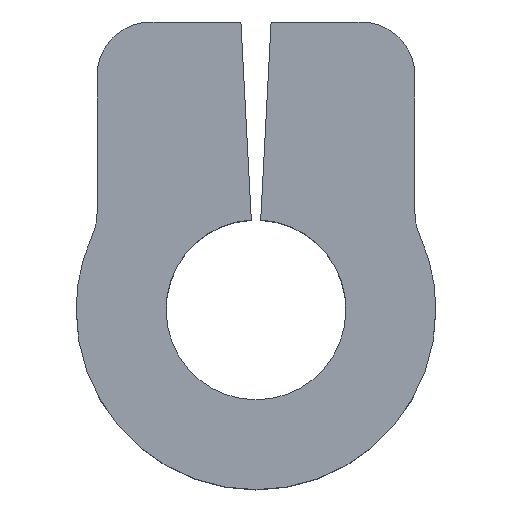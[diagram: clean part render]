
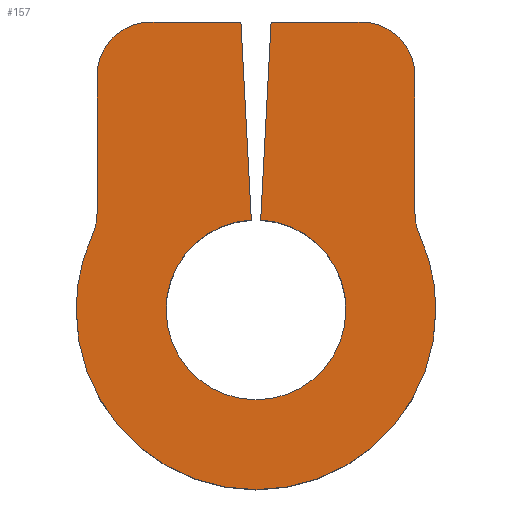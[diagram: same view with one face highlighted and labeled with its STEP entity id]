
A CAD part, top view. The second image highlights one B-rep face of the part: STEP entity #157.
In plain terms, the highlighted planar face has unit normal (0, 0, 1).
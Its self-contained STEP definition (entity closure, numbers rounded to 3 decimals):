
#6 = CIRCLE ( 'NONE', #481, 5. ) ;
#12 = CIRCLE ( 'NONE', #456, 3. ) ;
#13 = DIRECTION ( 'NONE',  ( 0., 0., 1. ) ) ;
#15 = CARTESIAN_POINT ( 'NONE',  ( 0.55, 10.497, 10. ) ) ;
#17 = AXIS2_PLACEMENT_3D ( 'NONE', #733, #156, #449 ) ;
#22 = LINE ( 'NONE', #15, #180 ) ;
#36 = ORIENTED_EDGE ( 'NONE', *, *, #822, .T. ) ;
#41 = LINE ( 'NONE', #389, #193 ) ;
#50 = DIRECTION ( 'NONE',  ( 1., 0., 0. ) ) ;
#52 = DIRECTION ( 'NONE',  ( 1., 0., 0. ) ) ;
#62 = CARTESIAN_POINT ( 'NONE',  ( -0.55, 10.497, 10. ) ) ;
#68 = LINE ( 'NONE', #62, #321 ) ;
#69 = CARTESIAN_POINT ( 'NONE',  ( -0.839, 16., 10. ) ) ;
#70 = DIRECTION ( 'NONE',  ( 1., 0., 0. ) ) ;
#75 = CARTESIAN_POINT ( 'NONE',  ( 8.839, 5.371, 10. ) ) ;
#76 = VERTEX_POINT ( 'NONE', #543 ) ;
#82 = LINE ( 'NONE', #633, #708 ) ;
#86 = CARTESIAN_POINT ( 'NONE',  ( 5.839, 16., 10. ) ) ;
#95 = VERTEX_POINT ( 'NONE', #463 ) ;
#114 = FACE_OUTER_BOUND ( 'NONE', #464, .T. ) ;
#119 = CARTESIAN_POINT ( 'NONE',  ( -5.839, 13., 10. ) ) ;
#121 = ORIENTED_EDGE ( 'NONE', *, *, #695, .F. ) ;
#138 = CARTESIAN_POINT ( 'NONE',  ( 0., 0., 10. ) ) ;
#141 = EDGE_CURVE ( 'NONE', #618, #414, #41, .T. ) ;
#149 = CARTESIAN_POINT ( 'NONE',  ( -11.839, 5.371, 10. ) ) ;
#156 = DIRECTION ( 'NONE',  ( 0., 0., -1. ) ) ;
#157 = ADVANCED_FACE ( 'NONE', ( #114 ), #757, .T. ) ;
#168 = EDGE_CURVE ( 'NONE', #192, #806, #6, .T. ) ;
#172 = DIRECTION ( 'NONE',  ( -1., 0., 0. ) ) ;
#177 = AXIS2_PLACEMENT_3D ( 'NONE', #515, #13, #791 ) ;
#180 = VECTOR ( 'NONE', #311, 1000. ) ;
#184 = CIRCLE ( 'NONE', #373, 3. ) ;
#192 = VERTEX_POINT ( 'NONE', #617 ) ;
#193 = VECTOR ( 'NONE', #326, 1000. ) ;
#198 = VECTOR ( 'NONE', #517, 1000. ) ;
#213 = ORIENTED_EDGE ( 'NONE', *, *, #554, .T. ) ;
#223 = CARTESIAN_POINT ( 'NONE',  ( -8.839, 5.371, 10. ) ) ;
#229 = CIRCLE ( 'NONE', #358, 10. ) ;
#231 = AXIS2_PLACEMENT_3D ( 'NONE', #302, #431, #849 ) ;
#245 = LINE ( 'NONE', #527, #670 ) ;
#263 = EDGE_CURVE ( 'NONE', #529, #605, #68, .T. ) ;
#288 = ORIENTED_EDGE ( 'NONE', *, *, #395, .T. ) ;
#302 = CARTESIAN_POINT ( 'NONE',  ( 0., 0., 10. ) ) ;
#310 = CIRCLE ( 'NONE', #231, 5. ) ;
#311 = DIRECTION ( 'NONE',  ( 0.052, 0.999, 0. ) ) ;
#321 = VECTOR ( 'NONE', #900, 1000. ) ;
#326 = DIRECTION ( 'NONE',  ( 0., 1., 0. ) ) ;
#330 = CARTESIAN_POINT ( 'NONE',  ( 11.839, 5.371, 10. ) ) ;
#341 = ORIENTED_EDGE ( 'NONE', *, *, #380, .F. ) ;
#358 = AXIS2_PLACEMENT_3D ( 'NONE', #138, #569, #565 ) ;
#371 = CARTESIAN_POINT ( 'NONE',  ( 10., 0., 10. ) ) ;
#373 = AXIS2_PLACEMENT_3D ( 'NONE', #330, #611, #50 ) ;
#380 = EDGE_CURVE ( 'NONE', #806, #95, #22, .T. ) ;
#382 = ORIENTED_EDGE ( 'NONE', *, *, #706, .T. ) ;
#383 = CARTESIAN_POINT ( 'NONE',  ( -8.839, 13., 10. ) ) ;
#389 = CARTESIAN_POINT ( 'NONE',  ( -8.839, 9.186, 10. ) ) ;
#391 = CIRCLE ( 'NONE', #17, 3. ) ;
#395 = EDGE_CURVE ( 'NONE', #830, #870, #717, .T. ) ;
#406 = DIRECTION ( 'NONE',  ( 0., 0., 1. ) ) ;
#414 = VERTEX_POINT ( 'NONE', #383 ) ;
#416 = CIRCLE ( 'NONE', #762, 3. ) ;
#424 = AXIS2_PLACEMENT_3D ( 'NONE', #736, #862, #796 ) ;
#427 = ORIENTED_EDGE ( 'NONE', *, *, #516, .T. ) ;
#431 = DIRECTION ( 'NONE',  ( 0., 0., 1. ) ) ;
#433 = VERTEX_POINT ( 'NONE', #510 ) ;
#438 = VERTEX_POINT ( 'NONE', #86 ) ;
#442 = CIRCLE ( 'NONE', #424, 10. ) ;
#449 = DIRECTION ( 'NONE',  ( 1., 0., 0. ) ) ;
#456 = AXIS2_PLACEMENT_3D ( 'NONE', #149, #829, #70 ) ;
#463 = CARTESIAN_POINT ( 'NONE',  ( 0.839, 16., 10. ) ) ;
#464 = EDGE_LOOP ( 'NONE', ( #755, #36, #689, #382, #213, #427, #288, #121, #799, #341, #813, #681, #520, #913, #572 ) ) ;
#481 = AXIS2_PLACEMENT_3D ( 'NONE', #671, #620, #899 ) ;
#486 = CARTESIAN_POINT ( 'NONE',  ( 8.839, 13., 10. ) ) ;
#501 = VERTEX_POINT ( 'NONE', #694 ) ;
#507 = CARTESIAN_POINT ( 'NONE',  ( 8.839, 9.186, 10. ) ) ;
#510 = CARTESIAN_POINT ( 'NONE',  ( -10., 0., 10. ) ) ;
#511 = CARTESIAN_POINT ( 'NONE',  ( -5.839, 16., 10. ) ) ;
#513 = EDGE_CURVE ( 'NONE', #414, #686, #416, .T. ) ;
#515 = CARTESIAN_POINT ( 'NONE',  ( 0., 0., 10. ) ) ;
#516 = EDGE_CURVE ( 'NONE', #501, #830, #184, .T. ) ;
#517 = DIRECTION ( 'NONE',  ( 0., 1., 0. ) ) ;
#520 = ORIENTED_EDGE ( 'NONE', *, *, #263, .T. ) ;
#527 = CARTESIAN_POINT ( 'NONE',  ( -3.339, 16., 10. ) ) ;
#529 = VERTEX_POINT ( 'NONE', #697 ) ;
#543 = CARTESIAN_POINT ( 'NONE',  ( -9.107, 4.132, 10. ) ) ;
#554 = EDGE_CURVE ( 'NONE', #603, #501, #229, .T. ) ;
#565 = DIRECTION ( 'NONE',  ( 1., 0., 0. ) ) ;
#569 = DIRECTION ( 'NONE',  ( 0., 0., 1. ) ) ;
#572 = ORIENTED_EDGE ( 'NONE', *, *, #513, .F. ) ;
#585 = EDGE_CURVE ( 'NONE', #438, #95, #82, .T. ) ;
#596 = EDGE_CURVE ( 'NONE', #529, #192, #310, .T. ) ;
#603 = VERTEX_POINT ( 'NONE', #371 ) ;
#605 = VERTEX_POINT ( 'NONE', #69 ) ;
#611 = DIRECTION ( 'NONE',  ( 0., 0., -1. ) ) ;
#617 = CARTESIAN_POINT ( 'NONE',  ( 0., -5., 10. ) ) ;
#618 = VERTEX_POINT ( 'NONE', #223 ) ;
#620 = DIRECTION ( 'NONE',  ( 0., 0., 1. ) ) ;
#633 = CARTESIAN_POINT ( 'NONE',  ( 3.339, 16., 10. ) ) ;
#635 = CARTESIAN_POINT ( 'NONE',  ( 0.262, 4.993, 10. ) ) ;
#670 = VECTOR ( 'NONE', #172, 1000. ) ;
#671 = CARTESIAN_POINT ( 'NONE',  ( 0., 0., 10. ) ) ;
#681 = ORIENTED_EDGE ( 'NONE', *, *, #596, .F. ) ;
#682 = EDGE_CURVE ( 'NONE', #76, #433, #442, .T. ) ;
#685 = CARTESIAN_POINT ( 'NONE',  ( 0., 0., 10. ) ) ;
#686 = VERTEX_POINT ( 'NONE', #511 ) ;
#689 = ORIENTED_EDGE ( 'NONE', *, *, #682, .T. ) ;
#694 = CARTESIAN_POINT ( 'NONE',  ( 9.107, 4.132, 10. ) ) ;
#695 = EDGE_CURVE ( 'NONE', #438, #870, #391, .T. ) ;
#697 = CARTESIAN_POINT ( 'NONE',  ( -0.262, 4.993, 10. ) ) ;
#706 = EDGE_CURVE ( 'NONE', #433, #603, #743, .T. ) ;
#708 = VECTOR ( 'NONE', #856, 1000. ) ;
#716 = AXIS2_PLACEMENT_3D ( 'NONE', #685, #406, #52 ) ;
#717 = LINE ( 'NONE', #507, #198 ) ;
#733 = CARTESIAN_POINT ( 'NONE',  ( 5.839, 13., 10. ) ) ;
#736 = CARTESIAN_POINT ( 'NONE',  ( 0., 0., 10. ) ) ;
#743 = CIRCLE ( 'NONE', #177, 10. ) ;
#750 = EDGE_CURVE ( 'NONE', #605, #686, #245, .T. ) ;
#755 = ORIENTED_EDGE ( 'NONE', *, *, #141, .F. ) ;
#757 = PLANE ( 'NONE',  #716 ) ;
#762 = AXIS2_PLACEMENT_3D ( 'NONE', #119, #898, #901 ) ;
#791 = DIRECTION ( 'NONE',  ( 1., 0., 0. ) ) ;
#796 = DIRECTION ( 'NONE',  ( 1., 0., 0. ) ) ;
#799 = ORIENTED_EDGE ( 'NONE', *, *, #585, .T. ) ;
#806 = VERTEX_POINT ( 'NONE', #635 ) ;
#813 = ORIENTED_EDGE ( 'NONE', *, *, #168, .F. ) ;
#822 = EDGE_CURVE ( 'NONE', #618, #76, #12, .T. ) ;
#829 = DIRECTION ( 'NONE',  ( 0., 0., -1. ) ) ;
#830 = VERTEX_POINT ( 'NONE', #75 ) ;
#849 = DIRECTION ( 'NONE',  ( 1., 0., 0. ) ) ;
#856 = DIRECTION ( 'NONE',  ( -1., 0., 0. ) ) ;
#862 = DIRECTION ( 'NONE',  ( 0., 0., 1. ) ) ;
#870 = VERTEX_POINT ( 'NONE', #486 ) ;
#898 = DIRECTION ( 'NONE',  ( 0., 0., -1. ) ) ;
#899 = DIRECTION ( 'NONE',  ( 1., 0., 0. ) ) ;
#900 = DIRECTION ( 'NONE',  ( -0.052, 0.999, 0. ) ) ;
#901 = DIRECTION ( 'NONE',  ( 1., 0., 0. ) ) ;
#913 = ORIENTED_EDGE ( 'NONE', *, *, #750, .T. ) ;
